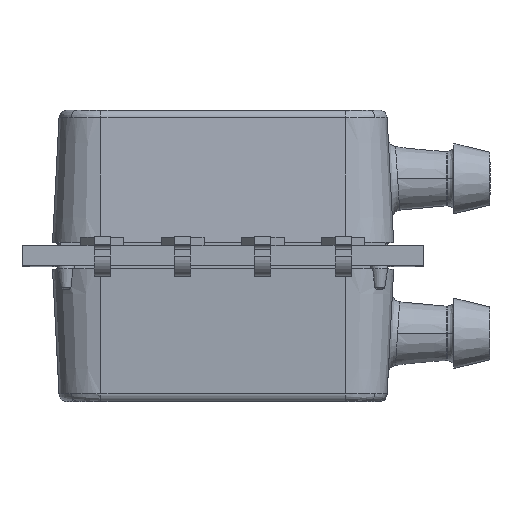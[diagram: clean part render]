
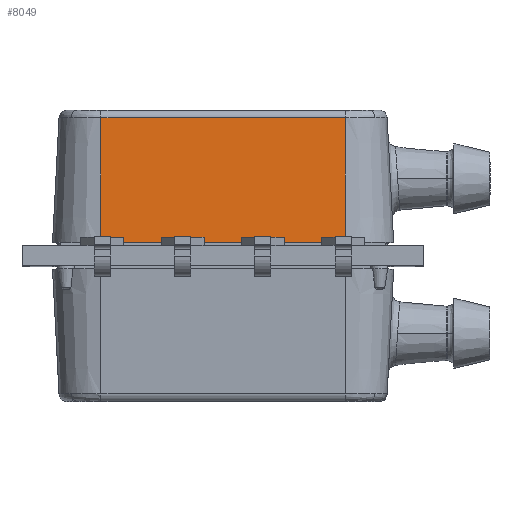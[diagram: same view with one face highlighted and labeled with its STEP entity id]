
A CAD part, top view. The second image highlights one B-rep face of the part: STEP entity #8049.
In plain terms, the highlighted face is planar.
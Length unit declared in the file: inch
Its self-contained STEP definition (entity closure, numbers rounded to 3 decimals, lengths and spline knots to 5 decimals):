
#19 = VECTOR ( 'NONE', #6051, 39.37008 ) ;
#26 = LINE ( 'NONE', #6067, #19 ) ;
#39 = VECTOR ( 'NONE', #6048, 39.37008 ) ;
#53 = LINE ( 'NONE', #6047, #39 ) ;
#133 = LINE ( 'NONE', #6213, #162 ) ;
#162 = VECTOR ( 'NONE', #6233, 39.37008 ) ;
#494 = FACE_OUTER_BOUND ( 'NONE', #12305, .T. ) ;
#1372 = CARTESIAN_POINT ( 'NONE',  ( 0.17923, 0.2455, 0.16875 ) ) ;
#1447 = CARTESIAN_POINT ( 'NONE',  ( -0.12623, 0.2455, 0.16875 ) ) ;
#3588 = VERTEX_POINT ( 'NONE', #1372 ) ;
#3629 = VERTEX_POINT ( 'NONE', #1447 ) ;
#4044 = CARTESIAN_POINT ( 'NONE',  ( 0.17859, 0.23735, 0.32427 ) ) ;
#4097 = CARTESIAN_POINT ( 'NONE',  ( -0.12559, 0.23735, 0.32427 ) ) ;
#4723 = CARTESIAN_POINT ( 'NONE',  ( 0.18107, 0.2455, 0.16875 ) ) ;
#4730 = DIRECTION ( 'NONE',  ( -1., 0., 0. ) ) ;
#5601 = PLANE ( 'NONE',  #13152 ) ;
#5621 = CARTESIAN_POINT ( 'NONE',  ( 0.18107, 0.2455, 0.16875 ) ) ;
#5622 = DIRECTION ( 'NONE',  ( 0., 0.999, 0.052 ) ) ;
#5646 = DIRECTION ( 'NONE',  ( 0., -0.052, 0.999 ) ) ;
#6047 = CARTESIAN_POINT ( 'NONE',  ( 0.17859, 0.23735, 0.32427 ) ) ;
#6048 = DIRECTION ( 'NONE',  ( 0.004, 0.052, -0.999 ) ) ;
#6051 = DIRECTION ( 'NONE',  ( 0.004, -0.052, 0.999 ) ) ;
#6067 = CARTESIAN_POINT ( 'NONE',  ( -0.12623, 0.2455, 0.16875 ) ) ;
#6213 = CARTESIAN_POINT ( 'NONE',  ( -0.12559, 0.23735, 0.32427 ) ) ;
#6233 = DIRECTION ( 'NONE',  ( -1., 0., 0. ) ) ;
#7203 = EDGE_CURVE ( 'NONE', #3629, #10569, #26, .T. ) ;
#7208 = EDGE_CURVE ( 'NONE', #10541, #3588, #53, .T. ) ;
#7262 = EDGE_CURVE ( 'NONE', #10541, #10569, #133, .T. ) ;
#8049 = ADVANCED_FACE ( 'NONE', ( #494 ), #5601, .T. ) ;
#9464 = LINE ( 'NONE', #4723, #9465 ) ;
#9465 = VECTOR ( 'NONE', #4730, 39.37008 ) ;
#10541 = VERTEX_POINT ( 'NONE', #4044 ) ;
#10569 = VERTEX_POINT ( 'NONE', #4097 ) ;
#11463 = ORIENTED_EDGE ( 'NONE', *, *, #7262, .F. ) ;
#11481 = ORIENTED_EDGE ( 'NONE', *, *, #7208, .T. ) ;
#11487 = ORIENTED_EDGE ( 'NONE', *, *, #7203, .T. ) ;
#11501 = ORIENTED_EDGE ( 'NONE', *, *, #12736, .T. ) ;
#12305 = EDGE_LOOP ( 'NONE', ( #11501, #11487, #11463, #11481 ) ) ;
#12736 = EDGE_CURVE ( 'NONE', #3588, #3629, #9464, .T. ) ;
#13152 = AXIS2_PLACEMENT_3D ( 'NONE', #5621, #5622, #5646 ) ;
